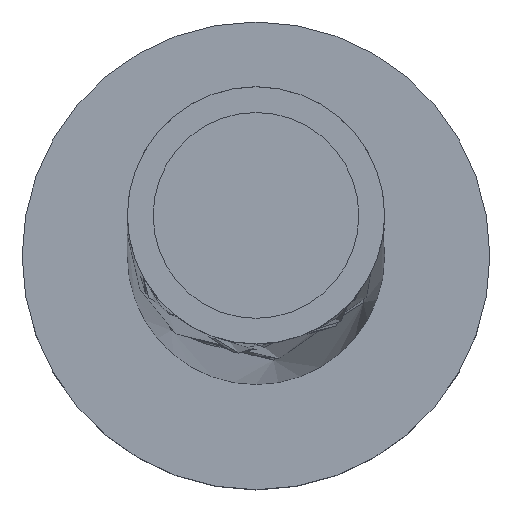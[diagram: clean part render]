
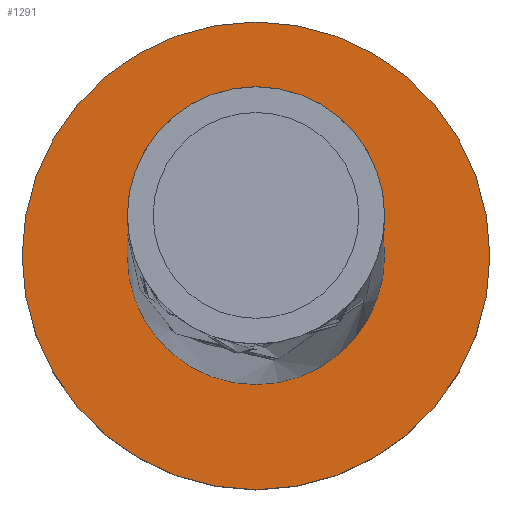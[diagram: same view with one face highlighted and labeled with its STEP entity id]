
A CAD part, top view. The second image highlights one B-rep face of the part: STEP entity #1291.
In plain terms, the highlighted planar face has unit normal (0, 0, 1).
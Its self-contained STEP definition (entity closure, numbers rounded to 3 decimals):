
#55 = FACE_OUTER_BOUND ( 'NONE', #1349, .T. ) ;
#64 = DIRECTION ( 'NONE',  ( 1., 0., 0. ) ) ;
#65 = CARTESIAN_POINT ( 'NONE',  ( 0., 0., 3. ) ) ;
#148 = EDGE_CURVE ( 'NONE', #717, #942, #1680, .T. ) ;
#154 = ORIENTED_EDGE ( 'NONE', *, *, #148, .F. ) ;
#180 = AXIS2_PLACEMENT_3D ( 'NONE', #1289, #329, #664 ) ;
#199 = CARTESIAN_POINT ( 'NONE',  ( 5., 0., 3. ) ) ;
#257 = DIRECTION ( 'NONE',  ( 0., 0., 1. ) ) ;
#310 = EDGE_CURVE ( 'NONE', #1187, #1361, #1843, .T. ) ;
#323 = CARTESIAN_POINT ( 'NONE',  ( 2.75, 0., 3. ) ) ;
#329 = DIRECTION ( 'NONE',  ( 0., 0., 1. ) ) ;
#387 = PLANE ( 'NONE',  #1596 ) ;
#389 = ORIENTED_EDGE ( 'NONE', *, *, #1522, .T. ) ;
#529 = CARTESIAN_POINT ( 'NONE',  ( 0., 0., 3. ) ) ;
#531 = CARTESIAN_POINT ( 'NONE',  ( -5., 0., 3. ) ) ;
#641 = AXIS2_PLACEMENT_3D ( 'NONE', #1623, #257, #723 ) ;
#664 = DIRECTION ( 'NONE',  ( 1., 0., 0. ) ) ;
#677 = CIRCLE ( 'NONE', #641, 5. ) ;
#679 = EDGE_LOOP ( 'NONE', ( #1787, #154 ) ) ;
#717 = VERTEX_POINT ( 'NONE', #323 ) ;
#723 = DIRECTION ( 'NONE',  ( 1., 0., 0. ) ) ;
#827 = CARTESIAN_POINT ( 'NONE',  ( 0., 0., 3. ) ) ;
#828 = DIRECTION ( 'NONE',  ( 1., 0., 0. ) ) ;
#936 = CARTESIAN_POINT ( 'NONE',  ( -2.75, 0., 3. ) ) ;
#942 = VERTEX_POINT ( 'NONE', #936 ) ;
#1133 = CIRCLE ( 'NONE', #1948, 2.75 ) ;
#1187 = VERTEX_POINT ( 'NONE', #531 ) ;
#1212 = AXIS2_PLACEMENT_3D ( 'NONE', #827, #1708, #64 ) ;
#1289 = CARTESIAN_POINT ( 'NONE',  ( 0., 0., 3. ) ) ;
#1291 = ADVANCED_FACE ( 'NONE', ( #1443, #55 ), #387, .T. ) ;
#1334 = ORIENTED_EDGE ( 'NONE', *, *, #310, .T. ) ;
#1349 = EDGE_LOOP ( 'NONE', ( #1334, #389 ) ) ;
#1361 = VERTEX_POINT ( 'NONE', #199 ) ;
#1431 = EDGE_CURVE ( 'NONE', #942, #717, #1133, .T. ) ;
#1443 = FACE_BOUND ( 'NONE', #679, .T. ) ;
#1522 = EDGE_CURVE ( 'NONE', #1361, #1187, #677, .T. ) ;
#1577 = DIRECTION ( 'NONE',  ( 1., 0., 0. ) ) ;
#1596 = AXIS2_PLACEMENT_3D ( 'NONE', #65, #1926, #828 ) ;
#1623 = CARTESIAN_POINT ( 'NONE',  ( 0., 0., 3. ) ) ;
#1680 = CIRCLE ( 'NONE', #1212, 2.75 ) ;
#1708 = DIRECTION ( 'NONE',  ( 0., 0., 1. ) ) ;
#1787 = ORIENTED_EDGE ( 'NONE', *, *, #1431, .F. ) ;
#1843 = CIRCLE ( 'NONE', #180, 5. ) ;
#1877 = DIRECTION ( 'NONE',  ( 0., 0., 1. ) ) ;
#1926 = DIRECTION ( 'NONE',  ( 0., 0., 1. ) ) ;
#1948 = AXIS2_PLACEMENT_3D ( 'NONE', #529, #1877, #1577 ) ;
